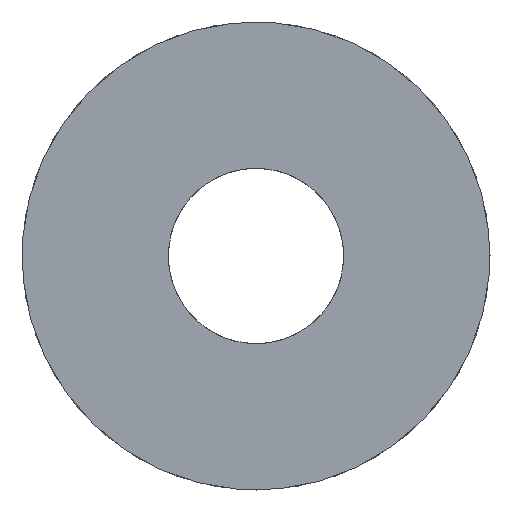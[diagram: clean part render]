
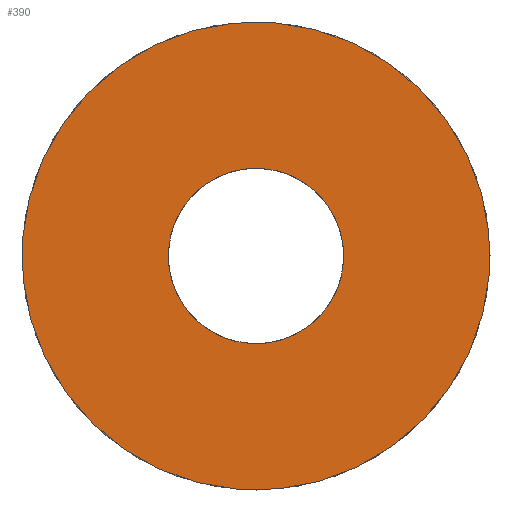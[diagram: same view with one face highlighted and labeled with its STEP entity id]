
A CAD part, front view. The second image highlights one B-rep face of the part: STEP entity #390.
In plain terms, the highlighted face is planar.
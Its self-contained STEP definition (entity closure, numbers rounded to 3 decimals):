
#16 = CIRCLE ( 'NONE', #1430, 4. ) ;
#57 = VERTEX_POINT ( 'NONE', #691 ) ;
#135 = ORIENTED_EDGE ( 'NONE', *, *, #725, .F. ) ;
#153 = DIRECTION ( 'NONE',  ( 0., 1., 0. ) ) ;
#335 = DIRECTION ( 'NONE',  ( 0., 0., 1. ) ) ;
#344 = CIRCLE ( 'NONE', #640, 1.5 ) ;
#390 = ADVANCED_FACE ( 'NONE', ( #681, #827 ), #706, .T. ) ;
#491 = VERTEX_POINT ( 'NONE', #1267 ) ;
#513 = EDGE_LOOP ( 'NONE', ( #1406, #135 ) ) ;
#535 = CIRCLE ( 'NONE', #1273, 1.5 ) ;
#546 = VERTEX_POINT ( 'NONE', #1207 ) ;
#600 = DIRECTION ( 'NONE',  ( 0., 1., 0. ) ) ;
#640 = AXIS2_PLACEMENT_3D ( 'NONE', #717, #600, #335 ) ;
#681 = FACE_OUTER_BOUND ( 'NONE', #731, .T. ) ;
#691 = CARTESIAN_POINT ( 'NONE',  ( 0., 1.25, 4. ) ) ;
#700 = DIRECTION ( 'NONE',  ( 0., 0., 1. ) ) ;
#706 = PLANE ( 'NONE',  #1376 ) ;
#712 = CARTESIAN_POINT ( 'NONE',  ( 0., 1.25, 0. ) ) ;
#717 = CARTESIAN_POINT ( 'NONE',  ( 0., 1.25, 0. ) ) ;
#725 = EDGE_CURVE ( 'NONE', #1125, #491, #344, .T. ) ;
#731 = EDGE_LOOP ( 'NONE', ( #795, #1518 ) ) ;
#795 = ORIENTED_EDGE ( 'NONE', *, *, #1389, .T. ) ;
#827 = FACE_BOUND ( 'NONE', #513, .T. ) ;
#830 = CARTESIAN_POINT ( 'NONE',  ( 0., 1.25, 0. ) ) ;
#841 = CIRCLE ( 'NONE', #1215, 4. ) ;
#855 = DIRECTION ( 'NONE',  ( 0., 1., 0. ) ) ;
#866 = EDGE_CURVE ( 'NONE', #491, #1125, #535, .T. ) ;
#984 = CARTESIAN_POINT ( 'NONE',  ( 0., 1.25, 1.5 ) ) ;
#1055 = CARTESIAN_POINT ( 'NONE',  ( 0., 1.25, 0. ) ) ;
#1076 = EDGE_CURVE ( 'NONE', #57, #546, #16, .T. ) ;
#1090 = DIRECTION ( 'NONE',  ( 0., 1., 0. ) ) ;
#1125 = VERTEX_POINT ( 'NONE', #984 ) ;
#1174 = DIRECTION ( 'NONE',  ( 0., 0., 1. ) ) ;
#1207 = CARTESIAN_POINT ( 'NONE',  ( 0., 1.25, -4. ) ) ;
#1215 = AXIS2_PLACEMENT_3D ( 'NONE', #1299, #153, #1174 ) ;
#1267 = CARTESIAN_POINT ( 'NONE',  ( 0., 1.25, -1.5 ) ) ;
#1273 = AXIS2_PLACEMENT_3D ( 'NONE', #830, #1090, #1344 ) ;
#1299 = CARTESIAN_POINT ( 'NONE',  ( 0., 1.25, 0. ) ) ;
#1344 = DIRECTION ( 'NONE',  ( 0., 0., 1. ) ) ;
#1376 = AXIS2_PLACEMENT_3D ( 'NONE', #1055, #1435, #1559 ) ;
#1389 = EDGE_CURVE ( 'NONE', #546, #57, #841, .T. ) ;
#1406 = ORIENTED_EDGE ( 'NONE', *, *, #866, .F. ) ;
#1430 = AXIS2_PLACEMENT_3D ( 'NONE', #712, #855, #700 ) ;
#1435 = DIRECTION ( 'NONE',  ( 0., 1., 0. ) ) ;
#1518 = ORIENTED_EDGE ( 'NONE', *, *, #1076, .T. ) ;
#1559 = DIRECTION ( 'NONE',  ( 0., 0., 1. ) ) ;
